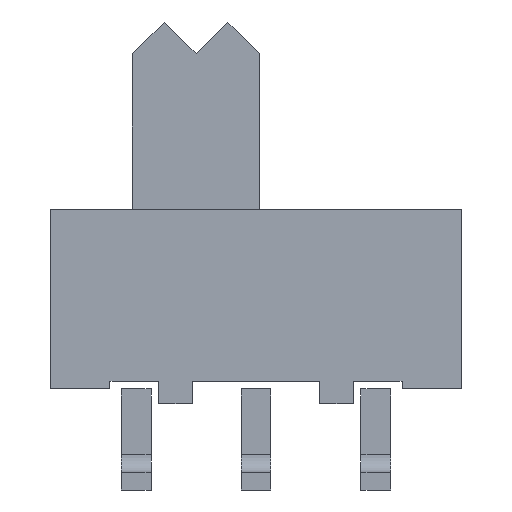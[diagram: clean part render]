
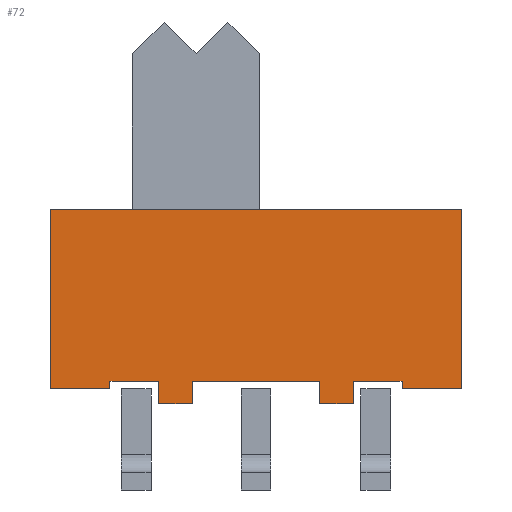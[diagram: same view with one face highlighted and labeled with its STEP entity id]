
A CAD part, front view. The second image highlights one B-rep face of the part: STEP entity #72.
In plain terms, the highlighted planar face has unit normal (0, -1, 0).
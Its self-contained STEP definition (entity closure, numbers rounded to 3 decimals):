
#72=ADVANCED_FACE('',(#145),#146,.T.);
#145=FACE_OUTER_BOUND('',#286,.T.);
#146=PLANE('',#287);
#286=EDGE_LOOP('',(#437,#438,#439,#440,#441,#442,#443,#444,#445,#446,#447,#448,#449,#450,#451,#452));
#287=AXIS2_PLACEMENT_3D('',#453,#454,#455);
#437=ORIENTED_EDGE('',*,*,#1002,.F.);
#438=ORIENTED_EDGE('',*,*,#1003,.T.);
#439=ORIENTED_EDGE('',*,*,#1004,.F.);
#440=ORIENTED_EDGE('',*,*,#1005,.T.);
#441=ORIENTED_EDGE('',*,*,#1006,.F.);
#442=ORIENTED_EDGE('',*,*,#1007,.F.);
#443=ORIENTED_EDGE('',*,*,#1008,.F.);
#444=ORIENTED_EDGE('',*,*,#1009,.T.);
#445=ORIENTED_EDGE('',*,*,#1010,.T.);
#446=ORIENTED_EDGE('',*,*,#1011,.F.);
#447=ORIENTED_EDGE('',*,*,#1012,.F.);
#448=ORIENTED_EDGE('',*,*,#1013,.T.);
#449=ORIENTED_EDGE('',*,*,#1014,.F.);
#450=ORIENTED_EDGE('',*,*,#1001,.T.);
#451=ORIENTED_EDGE('',*,*,#1015,.F.);
#452=ORIENTED_EDGE('',*,*,#1016,.T.);
#453=CARTESIAN_POINT('',(-5.5,-2.8,0.0));
#454=DIRECTION('',(0.0,-1.0,0.0));
#455=DIRECTION('',(0.0,0.0,-1.0));
#1001=EDGE_CURVE('',#1184,#1186,#1188,.T.);
#1002=EDGE_CURVE('',#1189,#1190,#1191,.T.);
#1003=EDGE_CURVE('',#1189,#1192,#1193,.T.);
#1004=EDGE_CURVE('',#1194,#1192,#1195,.T.);
#1005=EDGE_CURVE('',#1194,#1196,#1197,.T.);
#1006=EDGE_CURVE('',#1198,#1196,#1199,.T.);
#1007=EDGE_CURVE('',#1200,#1198,#1201,.T.);
#1008=EDGE_CURVE('',#1202,#1200,#1203,.T.);
#1009=EDGE_CURVE('',#1202,#1204,#1205,.T.);
#1010=EDGE_CURVE('',#1204,#1206,#1207,.T.);
#1011=EDGE_CURVE('',#1208,#1206,#1209,.T.);
#1012=EDGE_CURVE('',#1210,#1208,#1211,.T.);
#1013=EDGE_CURVE('',#1210,#1212,#1213,.T.);
#1014=EDGE_CURVE('',#1184,#1212,#1214,.T.);
#1015=EDGE_CURVE('',#1215,#1186,#1216,.T.);
#1016=EDGE_CURVE('',#1215,#1190,#1217,.T.);
#1184=VERTEX_POINT('',#1489);
#1186=VERTEX_POINT('',#1492);
#1188=LINE('',#1495,#1496);
#1189=VERTEX_POINT('',#1497);
#1190=VERTEX_POINT('',#1498);
#1191=LINE('',#1499,#1500);
#1192=VERTEX_POINT('',#1501);
#1193=LINE('',#1502,#1503);
#1194=VERTEX_POINT('',#1504);
#1195=LINE('',#1505,#1506);
#1196=VERTEX_POINT('',#1507);
#1197=LINE('',#1508,#1509);
#1198=VERTEX_POINT('',#1510);
#1199=LINE('',#1511,#1512);
#1200=VERTEX_POINT('',#1513);
#1201=LINE('',#1514,#1515);
#1202=VERTEX_POINT('',#1516);
#1203=LINE('',#1517,#1518);
#1204=VERTEX_POINT('',#1519);
#1205=LINE('',#1520,#1521);
#1206=VERTEX_POINT('',#1522);
#1207=LINE('',#1523,#1524);
#1208=VERTEX_POINT('',#1525);
#1209=LINE('',#1526,#1527);
#1210=VERTEX_POINT('',#1528);
#1211=LINE('',#1529,#1530);
#1212=VERTEX_POINT('',#1531);
#1213=LINE('',#1532,#1533);
#1214=LINE('',#1534,#1535);
#1215=VERTEX_POINT('',#1536);
#1216=LINE('',#1537,#1538);
#1217=LINE('',#1539,#1540);
#1489=CARTESIAN_POINT('',(-2.6,-2.8,-4.6));
#1492=CARTESIAN_POINT('',(-2.6,-2.8,-5.2));
#1495=CARTESIAN_POINT('',(-2.6,-2.8,-4.6));
#1496=VECTOR('',#1953,0.6);
#1497=CARTESIAN_POINT('',(1.7,-2.8,-4.6));
#1498=CARTESIAN_POINT('',(-1.7,-2.8,-4.6));
#1499=CARTESIAN_POINT('',(1.7,-2.8,-4.6));
#1500=VECTOR('',#1954,3.4);
#1501=CARTESIAN_POINT('',(1.7,-2.8,-5.2));
#1502=CARTESIAN_POINT('',(1.7,-2.8,-4.6));
#1503=VECTOR('',#1955,0.6);
#1504=CARTESIAN_POINT('',(2.6,-2.8,-5.2));
#1505=CARTESIAN_POINT('',(2.6,-2.8,-5.2));
#1506=VECTOR('',#1956,0.9);
#1507=CARTESIAN_POINT('',(2.6,-2.8,-4.6));
#1508=CARTESIAN_POINT('',(2.6,-2.8,-5.2));
#1509=VECTOR('',#1957,0.6);
#1510=CARTESIAN_POINT('',(3.9,-2.8,-4.6));
#1511=CARTESIAN_POINT('',(3.9,-2.8,-4.6));
#1512=VECTOR('',#1958,1.3);
#1513=CARTESIAN_POINT('',(3.9,-2.8,-4.8));
#1514=CARTESIAN_POINT('',(3.9,-2.8,-4.8));
#1515=VECTOR('',#1959,0.2);
#1516=CARTESIAN_POINT('',(5.5,-2.8,-4.8));
#1517=CARTESIAN_POINT('',(5.5,-2.8,-4.8));
#1518=VECTOR('',#1960,1.6);
#1519=CARTESIAN_POINT('',(5.5,-2.8,0.0));
#1520=CARTESIAN_POINT('',(5.5,-2.8,-4.8));
#1521=VECTOR('',#1961,4.8);
#1522=CARTESIAN_POINT('',(-5.5,-2.8,0.0));
#1523=CARTESIAN_POINT('',(5.5,-2.8,0.0));
#1524=VECTOR('',#1962,11.0);
#1525=CARTESIAN_POINT('',(-5.5,-2.8,-4.8));
#1526=CARTESIAN_POINT('',(-5.5,-2.8,-4.8));
#1527=VECTOR('',#1963,4.8);
#1528=CARTESIAN_POINT('',(-3.9,-2.8,-4.8));
#1529=CARTESIAN_POINT('',(-3.9,-2.8,-4.8));
#1530=VECTOR('',#1964,1.6);
#1531=CARTESIAN_POINT('',(-3.9,-2.8,-4.6));
#1532=CARTESIAN_POINT('',(-3.9,-2.8,-4.8));
#1533=VECTOR('',#1965,0.2);
#1534=CARTESIAN_POINT('',(-2.6,-2.8,-4.6));
#1535=VECTOR('',#1966,1.3);
#1536=CARTESIAN_POINT('',(-1.7,-2.8,-5.2));
#1537=CARTESIAN_POINT('',(-1.7,-2.8,-5.2));
#1538=VECTOR('',#1967,0.9);
#1539=CARTESIAN_POINT('',(-1.7,-2.8,-5.2));
#1540=VECTOR('',#1968,0.6);
#1953=DIRECTION('',(0.0,0.0,-1.0));
#1954=DIRECTION('',(-1.0,0.0,0.0));
#1955=DIRECTION('',(0.0,0.0,-1.0));
#1956=DIRECTION('',(-1.0,0.0,0.0));
#1957=DIRECTION('',(0.0,0.0,1.0));
#1958=DIRECTION('',(-1.0,0.0,0.0));
#1959=DIRECTION('',(0.0,0.0,1.0));
#1960=DIRECTION('',(-1.0,0.0,0.0));
#1961=DIRECTION('',(0.0,0.0,1.0));
#1962=DIRECTION('',(-1.0,0.0,0.0));
#1963=DIRECTION('',(0.0,0.0,1.0));
#1964=DIRECTION('',(-1.0,0.0,0.0));
#1965=DIRECTION('',(0.0,0.0,1.0));
#1966=DIRECTION('',(-1.0,0.0,0.0));
#1967=DIRECTION('',(-1.0,0.0,0.0));
#1968=DIRECTION('',(0.0,0.0,1.0));
